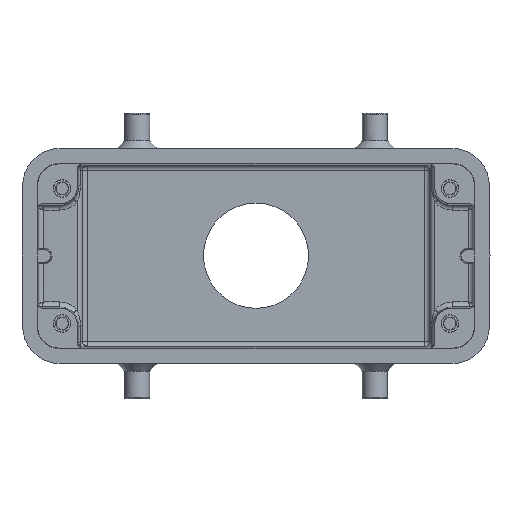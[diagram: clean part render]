
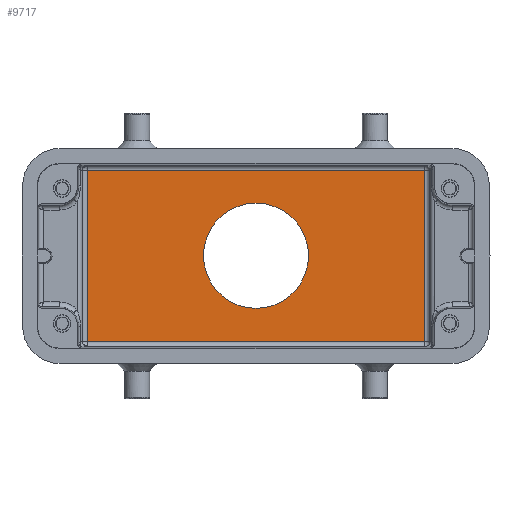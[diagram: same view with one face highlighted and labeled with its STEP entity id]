
A CAD part, front view. The second image highlights one B-rep face of the part: STEP entity #9717.
In plain terms, the highlighted planar face has unit normal (0, -1, 0).
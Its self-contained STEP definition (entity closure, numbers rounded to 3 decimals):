
#2570=DIRECTION('',(0.,0.,1.));
#2571=VECTOR('',#2570,34.284);
#2572=CARTESIAN_POINT('',(33.75,42.,-17.142));
#2573=LINE('',#2572,#2571);
#2598=DIRECTION('',(1.,0.,0.));
#2599=VECTOR('',#2598,67.5);
#2600=CARTESIAN_POINT('',(-33.75,42.,-17.142));
#2601=LINE('',#2600,#2599);
#2606=CARTESIAN_POINT('',(0.,42.,0.049));
#2607=DIRECTION('',(0.,-1.,0.));
#2608=DIRECTION('',(1.,0.,0.));
#2609=AXIS2_PLACEMENT_3D('',#2606,#2607,#2608);
#2611=CARTESIAN_POINT('',(0.,42.,0.049));
#2612=DIRECTION('',(0.,-1.,0.));
#2613=DIRECTION('',(-1.,0.,0.));
#2614=AXIS2_PLACEMENT_3D('',#2611,#2612,#2613);
#2620=DIRECTION('',(0.,0.,-1.));
#2621=VECTOR('',#2620,34.284);
#2622=CARTESIAN_POINT('',(-33.75,42.,17.142));
#2623=LINE('',#2622,#2621);
#3192=DIRECTION('',(-1.,0.,0.));
#3193=VECTOR('',#3192,67.5);
#3194=CARTESIAN_POINT('',(33.75,42.,17.142));
#3195=LINE('',#3194,#3193);
#5514=CARTESIAN_POINT('',(33.75,42.,-17.142));
#5515=VERTEX_POINT('',#5514);
#5516=CARTESIAN_POINT('',(33.75,42.,17.142));
#5517=VERTEX_POINT('',#5516);
#5522=CARTESIAN_POINT('',(-33.75,42.,-17.142));
#5523=VERTEX_POINT('',#5522);
#5528=CARTESIAN_POINT('',(-33.75,42.,17.142));
#5529=VERTEX_POINT('',#5528);
#5530=CARTESIAN_POINT('',(10.5,42.,0.049));
#5531=CARTESIAN_POINT('',(-10.5,42.,0.049));
#5532=VERTEX_POINT('',#5530);
#5533=VERTEX_POINT('',#5531);
#9698=CARTESIAN_POINT('',(43.75,42.,-18.5));
#9699=DIRECTION('',(0.,1.,0.));
#9700=DIRECTION('',(0.,0.,1.));
#9701=AXIS2_PLACEMENT_3D('',#9698,#9699,#9700);
#9702=PLANE('',#9701);
#9703=ORIENTED_EDGE('',*,*,#9685,.F.);
#9705=ORIENTED_EDGE('',*,*,#9704,.F.);
#9707=ORIENTED_EDGE('',*,*,#9706,.F.);
#9708=ORIENTED_EDGE('',*,*,#9657,.F.);
#9709=EDGE_LOOP('',(#9703,#9705,#9707,#9708));
#9710=FACE_OUTER_BOUND('',#9709,.F.);
#9712=ORIENTED_EDGE('',*,*,#9711,.T.);
#9714=ORIENTED_EDGE('',*,*,#9713,.T.);
#9715=EDGE_LOOP('',(#9712,#9714));
#9716=FACE_BOUND('',#9715,.F.);
#9717=ADVANCED_FACE('',(#9710,#9716),#9702,.F.);
#2610=CIRCLE('',#2609,10.5);
#2615=CIRCLE('',#2614,10.5);
#9657=EDGE_CURVE('',#5515,#5517,#2573,.T.);
#9685=EDGE_CURVE('',#5523,#5515,#2601,.T.);
#9704=EDGE_CURVE('',#5529,#5523,#2623,.T.);
#9706=EDGE_CURVE('',#5517,#5529,#3195,.T.);
#9711=EDGE_CURVE('',#5532,#5533,#2610,.T.);
#9713=EDGE_CURVE('',#5533,#5532,#2615,.T.);
